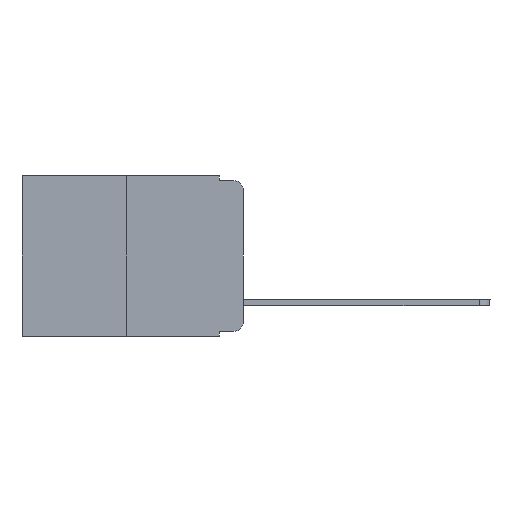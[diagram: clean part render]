
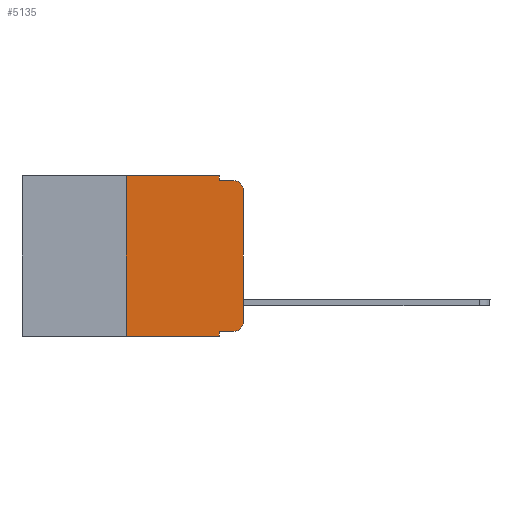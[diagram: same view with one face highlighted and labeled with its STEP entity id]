
A CAD part, left-side view. The second image highlights one B-rep face of the part: STEP entity #5135.
In plain terms, the highlighted planar face has unit normal (-1, 0, 0).
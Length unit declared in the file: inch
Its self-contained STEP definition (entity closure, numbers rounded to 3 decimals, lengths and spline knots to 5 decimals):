
#11 = ORIENTED_EDGE ( 'NONE', *, *, #14417, .T. ) ;
#199 = CARTESIAN_POINT ( 'NONE',  ( 0., 0.473, -0.343 ) ) ;
#407 = VERTEX_POINT ( 'NONE', #12914 ) ;
#932 = DIRECTION ( 'NONE',  ( 0., 0., 1. ) ) ;
#950 = VERTEX_POINT ( 'NONE', #6377 ) ;
#1015 = LINE ( 'NONE', #14580, #13320 ) ;
#1113 = CARTESIAN_POINT ( 'NONE',  ( 0., 0.473, 0. ) ) ;
#1114 = ORIENTED_EDGE ( 'NONE', *, *, #12052, .T. ) ;
#1292 = VERTEX_POINT ( 'NONE', #1864 ) ;
#1354 = CARTESIAN_POINT ( 'NONE',  ( 0., 0.473, 0. ) ) ;
#1374 = DIRECTION ( 'NONE',  ( 0., -1., 0. ) ) ;
#1864 = CARTESIAN_POINT ( 'NONE',  ( 0., 0.25, 0. ) ) ;
#1934 = EDGE_CURVE ( 'NONE', #950, #1292, #1015, .T. ) ;
#2422 = DIRECTION ( 'NONE',  ( 0., 0., -1. ) ) ;
#2477 = CARTESIAN_POINT ( 'NONE',  ( 0., 0., 0. ) ) ;
#2881 = CARTESIAN_POINT ( 'NONE',  ( 0., 0.051, -0.343 ) ) ;
#3030 = ORIENTED_EDGE ( 'NONE', *, *, #6760, .T. ) ;
#3510 = CARTESIAN_POINT ( 'NONE',  ( 0., 0.02, -0.01 ) ) ;
#3690 = DIRECTION ( 'NONE',  ( -1., 0., 0. ) ) ;
#4208 = DIRECTION ( 'NONE',  ( 0., 0., -1. ) ) ;
#4265 = EDGE_CURVE ( 'NONE', #11677, #5283, #6302, .T. ) ;
#4383 = CARTESIAN_POINT ( 'NONE',  ( 0., 0.051, -0.01 ) ) ;
#4486 = VECTOR ( 'NONE', #12158, 39.37008 ) ;
#4602 = VECTOR ( 'NONE', #1374, 39.37008 ) ;
#5049 = VERTEX_POINT ( 'NONE', #12049 ) ;
#5114 = EDGE_CURVE ( 'NONE', #950, #10058, #12255, .T. ) ;
#5135 = ADVANCED_FACE ( 'NONE', ( #14917 ), #13944, .F. ) ;
#5283 = VERTEX_POINT ( 'NONE', #3510 ) ;
#6002 = CARTESIAN_POINT ( 'NONE',  ( 0., 0.051, -0.333 ) ) ;
#6302 = LINE ( 'NONE', #16507, #7104 ) ;
#6330 = VERTEX_POINT ( 'NONE', #6468 ) ;
#6377 = CARTESIAN_POINT ( 'NONE',  ( 0., 0.25, -0.343 ) ) ;
#6468 = CARTESIAN_POINT ( 'NONE',  ( 0., 0.051, 0. ) ) ;
#6515 = DIRECTION ( 'NONE',  ( -1., 0., 0. ) ) ;
#6563 = VERTEX_POINT ( 'NONE', #6002 ) ;
#6581 = CARTESIAN_POINT ( 'NONE',  ( 0., 0.02, -0.333 ) ) ;
#6760 = EDGE_CURVE ( 'NONE', #407, #5283, #7520, .T. ) ;
#6804 = DIRECTION ( 'NONE',  ( 0., 0., -1. ) ) ;
#7104 = VECTOR ( 'NONE', #12495, 39.37008 ) ;
#7520 = CIRCLE ( 'NONE', #14353, 0.02 ) ;
#7812 = VECTOR ( 'NONE', #11094, 39.37008 ) ;
#7943 = CARTESIAN_POINT ( 'NONE',  ( 0., 0.02, -0.313 ) ) ;
#8215 = EDGE_CURVE ( 'NONE', #6330, #11677, #9943, .T. ) ;
#8499 = DIRECTION ( 'NONE',  ( 1., 0., 0. ) ) ;
#9123 = ORIENTED_EDGE ( 'NONE', *, *, #15797, .F. ) ;
#9943 = LINE ( 'NONE', #12612, #7812 ) ;
#10058 = VERTEX_POINT ( 'NONE', #2881 ) ;
#10368 = DIRECTION ( 'NONE',  ( 0., 0., -1. ) ) ;
#10486 = CIRCLE ( 'NONE', #11389, 0.02 ) ;
#11094 = DIRECTION ( 'NONE',  ( 0., 0., -1. ) ) ;
#11389 = AXIS2_PLACEMENT_3D ( 'NONE', #7943, #6515, #2422 ) ;
#11677 = VERTEX_POINT ( 'NONE', #4383 ) ;
#11705 = VECTOR ( 'NONE', #15767, 39.37008 ) ;
#12049 = CARTESIAN_POINT ( 'NONE',  ( 0., 0., -0.313 ) ) ;
#12052 = EDGE_CURVE ( 'NONE', #5049, #407, #14686, .T. ) ;
#12158 = DIRECTION ( 'NONE',  ( 0., -1., 0. ) ) ;
#12249 = VECTOR ( 'NONE', #4208, 39.37008 ) ;
#12255 = LINE ( 'NONE', #199, #4486 ) ;
#12382 = ORIENTED_EDGE ( 'NONE', *, *, #1934, .F. ) ;
#12495 = DIRECTION ( 'NONE',  ( 0., -1., 0. ) ) ;
#12612 = CARTESIAN_POINT ( 'NONE',  ( 0., 0.051, 0. ) ) ;
#12914 = CARTESIAN_POINT ( 'NONE',  ( 0., 0., -0.03 ) ) ;
#13070 = ORIENTED_EDGE ( 'NONE', *, *, #4265, .F. ) ;
#13320 = VECTOR ( 'NONE', #932, 39.37008 ) ;
#13634 = ORIENTED_EDGE ( 'NONE', *, *, #8215, .F. ) ;
#13944 = PLANE ( 'NONE',  #14262 ) ;
#14262 = AXIS2_PLACEMENT_3D ( 'NONE', #1354, #8499, #6804 ) ;
#14353 = AXIS2_PLACEMENT_3D ( 'NONE', #17481, #3690, #10368 ) ;
#14417 = EDGE_CURVE ( 'NONE', #6563, #16167, #17473, .T. ) ;
#14580 = CARTESIAN_POINT ( 'NONE',  ( 0., 0.25, 0. ) ) ;
#14686 = LINE ( 'NONE', #2477, #11705 ) ;
#14755 = LINE ( 'NONE', #1113, #4602 ) ;
#14779 = ORIENTED_EDGE ( 'NONE', *, *, #17444, .F. ) ;
#14808 = LINE ( 'NONE', #17561, #12249 ) ;
#14917 = FACE_OUTER_BOUND ( 'NONE', #16989, .T. ) ;
#14979 = CARTESIAN_POINT ( 'NONE',  ( 0., 0.051, -0.333 ) ) ;
#15052 = VECTOR ( 'NONE', #17641, 39.37008 ) ;
#15202 = ORIENTED_EDGE ( 'NONE', *, *, #5114, .T. ) ;
#15602 = EDGE_CURVE ( 'NONE', #16167, #5049, #10486, .T. ) ;
#15767 = DIRECTION ( 'NONE',  ( 0., 0., 1. ) ) ;
#15797 = EDGE_CURVE ( 'NONE', #6563, #10058, #14808, .T. ) ;
#16167 = VERTEX_POINT ( 'NONE', #6581 ) ;
#16507 = CARTESIAN_POINT ( 'NONE',  ( 0., 0.051, -0.01 ) ) ;
#16989 = EDGE_LOOP ( 'NONE', ( #1114, #3030, #13070, #13634, #14779, #12382, #15202, #9123, #11, #17447 ) ) ;
#17444 = EDGE_CURVE ( 'NONE', #1292, #6330, #14755, .T. ) ;
#17447 = ORIENTED_EDGE ( 'NONE', *, *, #15602, .T. ) ;
#17473 = LINE ( 'NONE', #14979, #15052 ) ;
#17481 = CARTESIAN_POINT ( 'NONE',  ( 0., 0.02, -0.03 ) ) ;
#17561 = CARTESIAN_POINT ( 'NONE',  ( 0., 0.051, 0. ) ) ;
#17641 = DIRECTION ( 'NONE',  ( 0., -1., 0. ) ) ;
